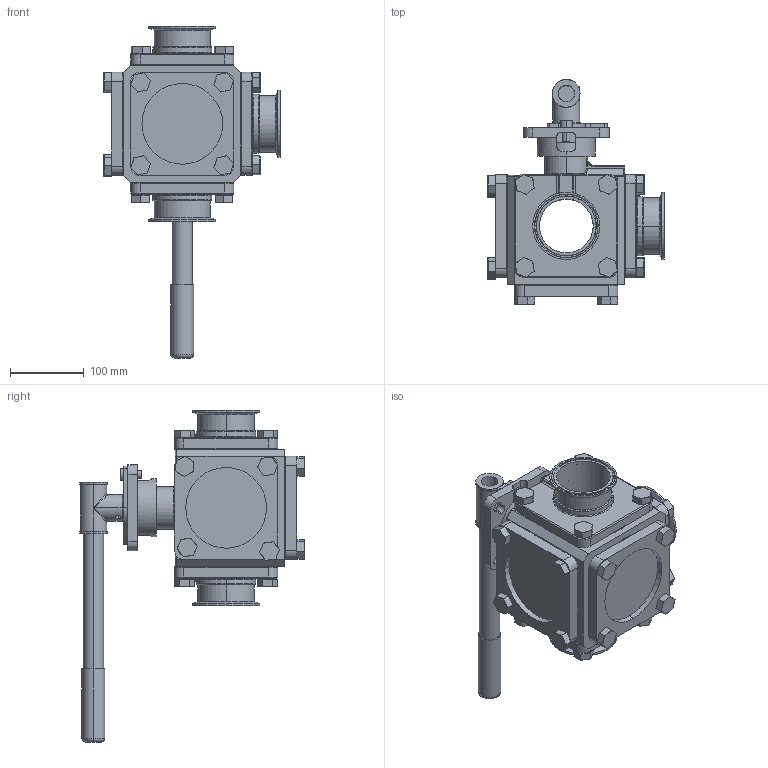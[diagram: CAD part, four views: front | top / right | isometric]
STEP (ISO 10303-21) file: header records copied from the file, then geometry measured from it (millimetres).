
FILE_DESCRIPTION (( 'STEP AP214' ), '1' );
FILE_NAME ('33-SA-0300-XXX.step', '2019-09-30T20:17:12', ( '' ), ( '' ), 'SwSTEP 2.0', 'SolidWorks 2019', '' );
FILE_SCHEMA (( 'AUTOMOTIVE_DESIGN' ));
Length unit declared in the file: inch
Products named in the file (2): 33-SA-0300-XXX
Bounding box: 238.34 x 304.3 x 449.39 mm (x, y, z)
Surface area: 464991.1 mm2 (no closed solid volume)
Topology: 0 solids, 36 shells, 695 faces, 1885 edges, 1202 vertices
Faces by surface type: plane 411, cylinder 193, torus 49, cone 20, bspline 16, sphere 6
Entity records: 32198 total; most frequent: CARTESIAN_POINT 5614, DIRECTION 3793, ORIENTED_EDGE 3286, EDGE_CURVE 1875, AXIS2_PLACEMENT_3D 1312, VERTEX_POINT 1202, LINE 1169, VECTOR 1169
